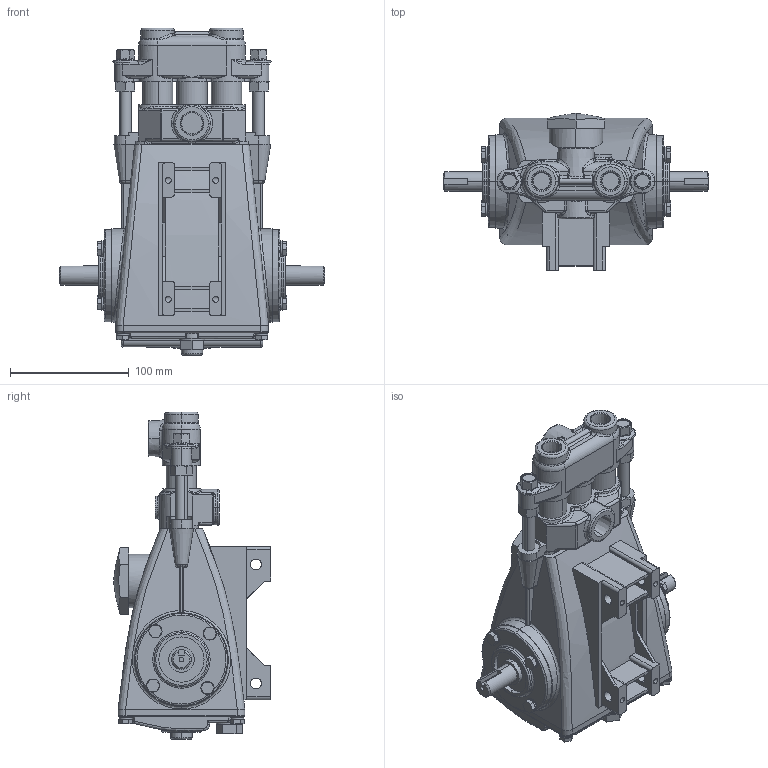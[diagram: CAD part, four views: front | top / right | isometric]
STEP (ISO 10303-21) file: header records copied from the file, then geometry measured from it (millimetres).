
FILE_DESCRIPTION (( 'STEP AP203' ), '1' );
FILE_NAME ('290.STEP', '2005-06-07T18:34:06', ( 'MIS' ), ( 'DDC' ), 'SwSTEP 2.0', 'SolidWorks 2004286', '' );
FILE_SCHEMA (( 'CONFIG_CONTROL_DESIGN' ));
Products named in the file (7): 25128; 101802; 3frame_drive_end_pstn; 290; 24459; Hex Flange Machine Screw_AM_B18.6.7M - M10 x 1.5 x 90 Indented HFMS --38N; Hex Nut Style 1_AM_B18.2.4.1M - Hex nut, Style 1,  M10 x 1.5, with 16mm WAF --D-N
Assembly tree (10 placements, depth 2):
  290
    25128
    3frame_drive_end_pstn
    101802  x3
    Hex Flange Machine Screw_AM_B18.6.7M - M10 x 1.5 x 90 Indented HFMS --38N  x2
    Hex Nut Style 1_AM_B18.2.4.1M - Hex nut, Style 1,  M10 x 1.5, with 16mm WAF --D-N  x2
    24459
Bounding box: 223.01 x 132.08 x 275.67 mm (x, y, z)
Volume: 2066577.7 mm3; surface area: 200361.3 mm2
Topology: 10 solids, 10 shells, 1186 faces, 2825 edges, 1658 vertices
Faces by surface type: plane 496, cylinder 315, bspline 141, torus 116, cone 102, sphere 16
Entity records: 123157 total; most frequent: CARTESIAN_POINT 96982, DIRECTION 5388, ORIENTED_EDGE 5252, EDGE_CURVE 2626, AXIS2_PLACEMENT_3D 2147, VERTEX_POINT 1570, EDGE_LOOP 1202, CIRCLE 1153
